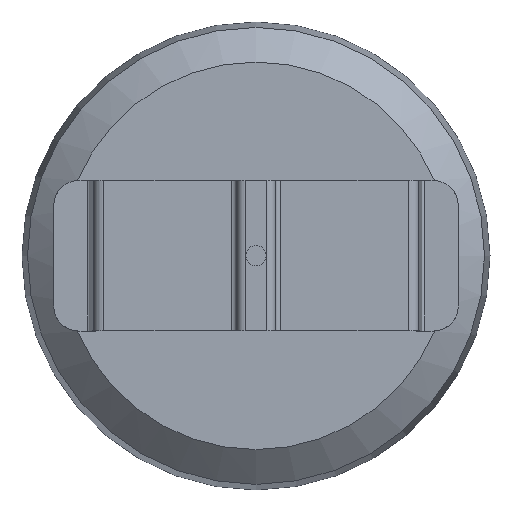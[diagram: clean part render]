
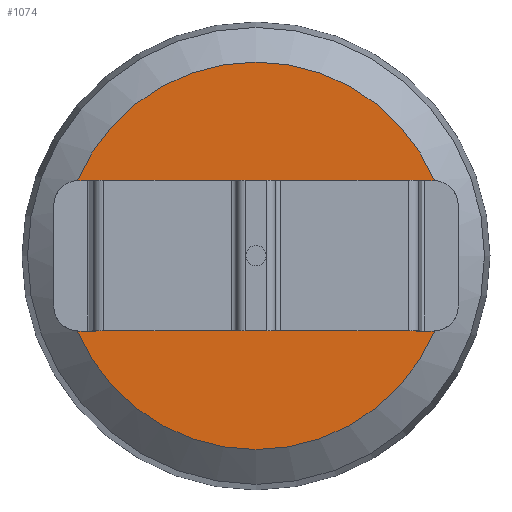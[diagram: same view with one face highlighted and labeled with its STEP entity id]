
A CAD part, top view. The second image highlights one B-rep face of the part: STEP entity #1074.
In plain terms, the highlighted planar face has unit normal (0, 0, 1).
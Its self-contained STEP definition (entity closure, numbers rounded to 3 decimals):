
#39=FACE_OUTER_BOUND('',#92,.T.);
#92=EDGE_LOOP('',(#672,#673,#674,#675,#676,#677,#678,#679,#680,#681,#682,
#683));
#147=LINE('',#1589,#250);
#148=LINE('',#1591,#251);
#149=LINE('',#1593,#252);
#150=LINE('',#1601,#253);
#151=LINE('',#1603,#254);
#152=LINE('',#1604,#255);
#250=VECTOR('',#1266,10.);
#251=VECTOR('',#1267,10.);
#252=VECTOR('',#1268,10.);
#253=VECTOR('',#1275,10.);
#254=VECTOR('',#1276,10.);
#255=VECTOR('',#1277,10.);
#353=CIRCLE('',#1148,15.);
#354=CIRCLE('',#1149,115.905);
#355=CIRCLE('',#1150,15.);
#356=CIRCLE('',#1151,15.);
#357=CIRCLE('',#1152,115.905);
#358=CIRCLE('',#1153,15.);
#409=VERTEX_POINT('',#1581);
#410=VERTEX_POINT('',#1582);
#411=VERTEX_POINT('',#1584);
#412=VERTEX_POINT('',#1586);
#413=VERTEX_POINT('',#1588);
#414=VERTEX_POINT('',#1590);
#415=VERTEX_POINT('',#1592);
#416=VERTEX_POINT('',#1594);
#417=VERTEX_POINT('',#1596);
#418=VERTEX_POINT('',#1598);
#419=VERTEX_POINT('',#1600);
#420=VERTEX_POINT('',#1602);
#513=EDGE_CURVE('',#409,#410,#353,.T.);
#514=EDGE_CURVE('',#409,#411,#354,.T.);
#515=EDGE_CURVE('',#412,#411,#355,.T.);
#516=EDGE_CURVE('',#413,#412,#147,.T.);
#517=EDGE_CURVE('',#414,#413,#148,.T.);
#518=EDGE_CURVE('',#415,#414,#149,.T.);
#519=EDGE_CURVE('',#416,#415,#356,.T.);
#520=EDGE_CURVE('',#416,#417,#357,.T.);
#521=EDGE_CURVE('',#418,#417,#358,.T.);
#522=EDGE_CURVE('',#419,#418,#150,.T.);
#523=EDGE_CURVE('',#419,#420,#151,.T.);
#524=EDGE_CURVE('',#410,#420,#152,.T.);
#672=ORIENTED_EDGE('',*,*,#513,.F.);
#673=ORIENTED_EDGE('',*,*,#514,.T.);
#674=ORIENTED_EDGE('',*,*,#515,.F.);
#675=ORIENTED_EDGE('',*,*,#516,.F.);
#676=ORIENTED_EDGE('',*,*,#517,.F.);
#677=ORIENTED_EDGE('',*,*,#518,.F.);
#678=ORIENTED_EDGE('',*,*,#519,.F.);
#679=ORIENTED_EDGE('',*,*,#520,.T.);
#680=ORIENTED_EDGE('',*,*,#521,.F.);
#681=ORIENTED_EDGE('',*,*,#522,.F.);
#682=ORIENTED_EDGE('',*,*,#523,.T.);
#683=ORIENTED_EDGE('',*,*,#524,.F.);
#990=PLANE('',#1147);
#1074=ADVANCED_FACE('',(#39),#990,.T.);
#1147=AXIS2_PLACEMENT_3D('',#1580,#1258,#1259);
#1148=AXIS2_PLACEMENT_3D('',#1583,#1260,#1261);
#1149=AXIS2_PLACEMENT_3D('',#1585,#1262,#1263);
#1150=AXIS2_PLACEMENT_3D('',#1587,#1264,#1265);
#1151=AXIS2_PLACEMENT_3D('',#1595,#1269,#1270);
#1152=AXIS2_PLACEMENT_3D('',#1597,#1271,#1272);
#1153=AXIS2_PLACEMENT_3D('',#1599,#1273,#1274);
#1258=DIRECTION('center_axis',(0.,0.,1.));
#1259=DIRECTION('ref_axis',(-1.,0.,0.));
#1260=DIRECTION('center_axis',(0.,0.,1.));
#1261=DIRECTION('ref_axis',(-0.707,-0.707,0.));
#1262=DIRECTION('center_axis',(0.,0.,1.));
#1263=DIRECTION('ref_axis',(-1.,0.,0.));
#1264=DIRECTION('center_axis',(0.,0.,1.));
#1265=DIRECTION('ref_axis',(0.707,-0.707,0.));
#1266=DIRECTION('',(1.,0.,0.));
#1267=DIRECTION('',(0.,-1.,0.));
#1268=DIRECTION('',(-1.,0.,0.));
#1269=DIRECTION('center_axis',(0.,0.,1.));
#1270=DIRECTION('ref_axis',(0.707,0.707,0.));
#1271=DIRECTION('center_axis',(0.,0.,1.));
#1272=DIRECTION('ref_axis',(-1.,0.,0.));
#1273=DIRECTION('center_axis',(0.,0.,1.));
#1274=DIRECTION('ref_axis',(-0.707,0.707,0.));
#1275=DIRECTION('',(-1.,0.,0.));
#1276=DIRECTION('',(0.,-1.,0.));
#1277=DIRECTION('',(1.,0.,0.));
#1580=CARTESIAN_POINT('Origin',(0.,0.,15.2));
#1581=CARTESIAN_POINT('',(-106.822,-44.977,15.2));
#1582=CARTESIAN_POINT('',(-106.,-45.,15.2));
#1583=CARTESIAN_POINT('Origin',(-106.,-30.,15.2));
#1584=CARTESIAN_POINT('',(106.822,-44.977,15.2));
#1585=CARTESIAN_POINT('Origin',(0.,0.,15.2));
#1586=CARTESIAN_POINT('',(106.,-45.,15.2));
#1587=CARTESIAN_POINT('Origin',(106.,-30.,15.2));
#1588=CARTESIAN_POINT('',(100.72,-45.,15.2));
#1589=CARTESIAN_POINT('',(100.72,-45.,15.2));
#1590=CARTESIAN_POINT('',(100.72,45.,15.2));
#1591=CARTESIAN_POINT('',(100.72,0.,15.2));
#1592=CARTESIAN_POINT('',(106.,45.,15.2));
#1593=CARTESIAN_POINT('',(100.72,45.,15.2));
#1594=CARTESIAN_POINT('',(106.822,44.977,15.2));
#1595=CARTESIAN_POINT('Origin',(106.,30.,15.2));
#1596=CARTESIAN_POINT('',(-106.822,44.977,15.2));
#1597=CARTESIAN_POINT('Origin',(0.,0.,15.2));
#1598=CARTESIAN_POINT('',(-106.,45.,15.2));
#1599=CARTESIAN_POINT('Origin',(-106.,30.,15.2));
#1600=CARTESIAN_POINT('',(-100.72,45.,15.2));
#1601=CARTESIAN_POINT('',(-121.,45.,15.2));
#1602=CARTESIAN_POINT('',(-100.72,-45.,15.2));
#1603=CARTESIAN_POINT('',(-100.72,0.,15.2));
#1604=CARTESIAN_POINT('',(-121.,-45.,15.2));
